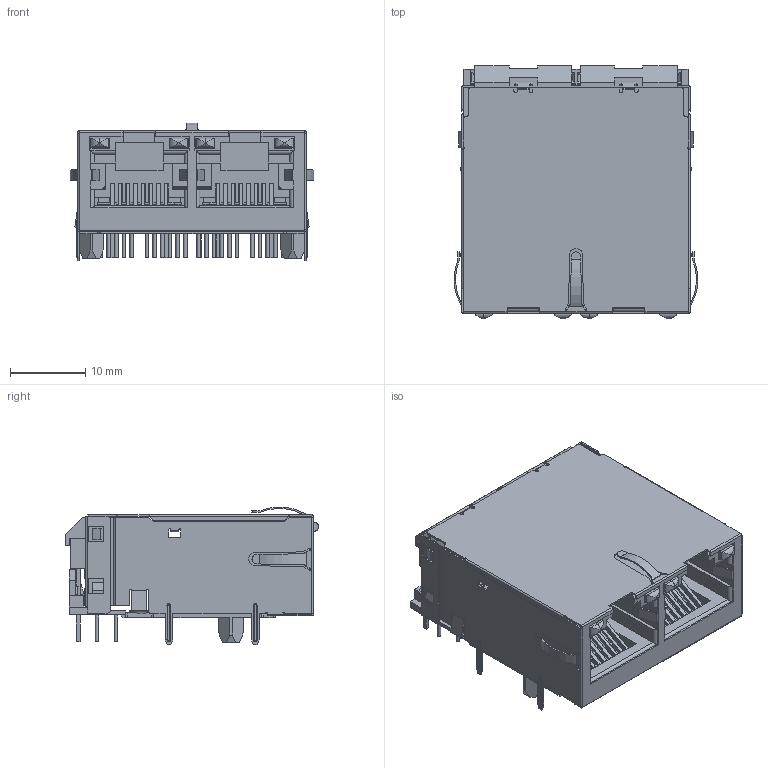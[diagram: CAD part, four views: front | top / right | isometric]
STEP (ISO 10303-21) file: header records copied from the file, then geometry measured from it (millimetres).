
FILE_DESCRIPTION(/* description */ (''),/* implementation_level */ '2;1');
FILE_NAME(/* name */ 'BELFUSE_0826-1X2T-23-F.stp',/* time_stamp */ '2016-11-30T13:32:02+01:00',/* author */ ('riccim'),/* organization */ ('SolidWorks'),/* preprocessor_version */ 'ST-DEVELOPER v15.5',/* originating_system */ 'AutoCAD Mechanical',/* authorisation */ ' ');
FILE_SCHEMA (('AUTOMOTIVE_DESIGN { 1 0 10303 214 3 1 1 }'));
Products named in the file (1): Product
Bounding box: 32.29 x 33.52 x 18.28 mm (x, y, z)
Volume: 3668.4 mm3; surface area: 13439.6 mm2
Topology: 71 solids, 71 shells, 2042 faces, 5484 edges, 3574 vertices
Faces by surface type: plane 1564, cylinder 406, bspline 36, torus 32, sphere 4
Full cylindrical faces by diameter (mm): 0.457 x24, 0.559 x24, 0.889 x4, 1.27 x2
Entity records: 64658 total; most frequent: CARTESIAN_POINT 13087, ORIENTED_EDGE 10852, DIRECTION 10163, EDGE_CURVE 5426, LINE 4555, VECTOR 4555, VERTEX_POINT 3570, AXIS2_PLACEMENT_3D 2804
